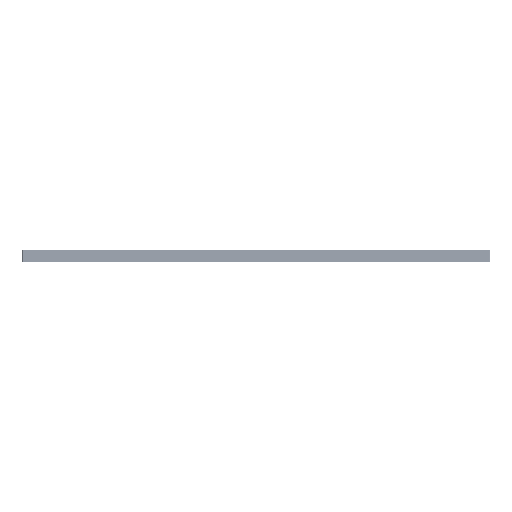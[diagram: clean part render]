
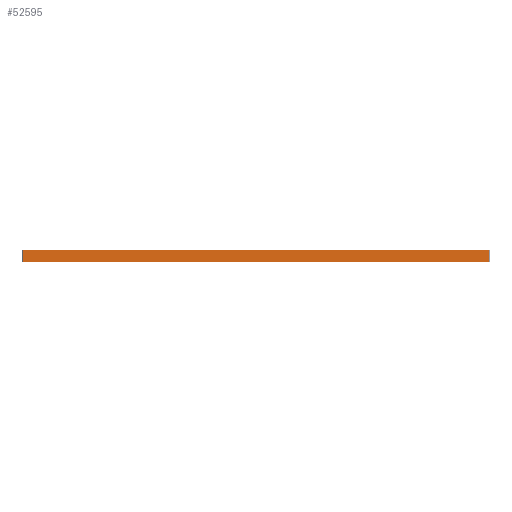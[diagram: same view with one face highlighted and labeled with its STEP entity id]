
A CAD part, front view. The second image highlights one B-rep face of the part: STEP entity #52595.
In plain terms, the highlighted planar face has unit normal (0, -1, 0).
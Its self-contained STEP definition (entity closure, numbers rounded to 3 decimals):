
#12152=LINE('',#270166,#26394);
#12153=LINE('',#270169,#26395);
#12154=LINE('',#270171,#26396);
#12155=LINE('',#270173,#26397);
#26394=VECTOR('',#212915,1.);
#26395=VECTOR('',#212916,1.);
#26396=VECTOR('',#212917,1.);
#26397=VECTOR('',#212918,1.);
#52595=ADVANCED_FACE('',(#65299),#59426,.T.);
#59426=PLANE('',#181322);
#65299=FACE_OUTER_BOUND('',#74693,.T.);
#74693=EDGE_LOOP('',(#104120,#104121,#104122,#104123));
#104120=ORIENTED_EDGE('',*,*,#154964,.T.);
#104121=ORIENTED_EDGE('',*,*,#154965,.T.);
#104122=ORIENTED_EDGE('',*,*,#154966,.T.);
#104123=ORIENTED_EDGE('',*,*,#154967,.T.);
#135239=VERTEX_POINT('',#270167);
#135240=VERTEX_POINT('',#270168);
#135241=VERTEX_POINT('',#270170);
#135242=VERTEX_POINT('',#270172);
#154964=EDGE_CURVE('',#135239,#135240,#12152,.T.);
#154965=EDGE_CURVE('',#135240,#135241,#12153,.T.);
#154966=EDGE_CURVE('',#135241,#135242,#12154,.T.);
#154967=EDGE_CURVE('',#135242,#135239,#12155,.T.);
#181322=AXIS2_PLACEMENT_3D('',#270174,#212919,#212920);
#212915=DIRECTION('',(0.,0.,1.));
#212916=DIRECTION('',(-1.,0.,0.));
#212917=DIRECTION('',(0.,0.,-1.));
#212918=DIRECTION('',(1.,0.,0.));
#212919=DIRECTION('',(0.,-1.,0.));
#212920=DIRECTION('',(0.,0.,1.));
#270166=CARTESIAN_POINT('',(399.5,7.4,8.));
#270167=CARTESIAN_POINT('',(399.5,7.4,-2.5));
#270168=CARTESIAN_POINT('',(399.5,7.4,7.5));
#270169=CARTESIAN_POINT('',(200.,7.4,7.5));
#270170=CARTESIAN_POINT('',(0.5,7.4,7.5));
#270171=CARTESIAN_POINT('',(0.5,7.4,8.));
#270172=CARTESIAN_POINT('',(0.5,7.4,-2.5));
#270173=CARTESIAN_POINT('',(200.,7.4,-2.5));
#270174=CARTESIAN_POINT('',(200.,7.4,8.));
